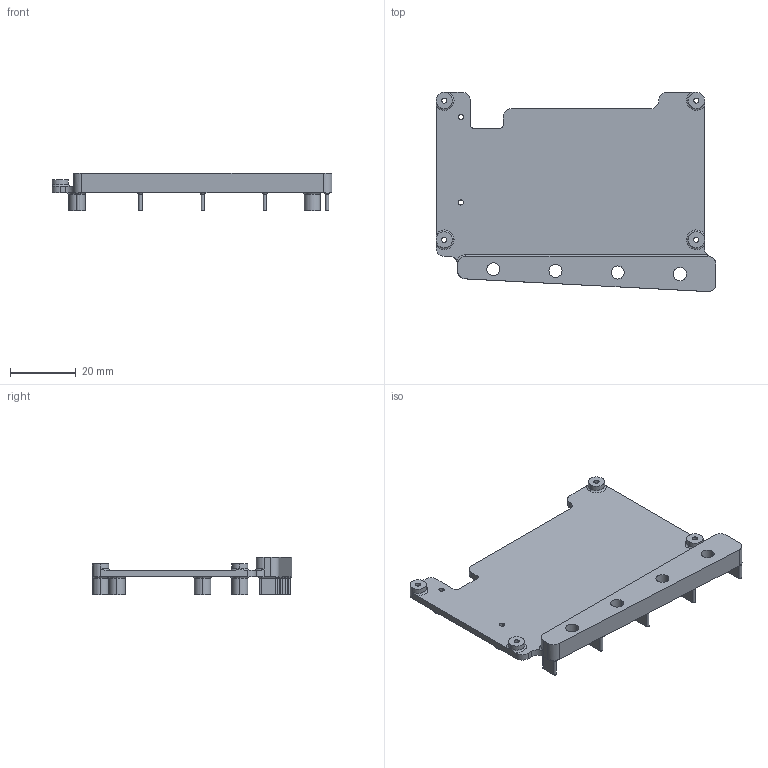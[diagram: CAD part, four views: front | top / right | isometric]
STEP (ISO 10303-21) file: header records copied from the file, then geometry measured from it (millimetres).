
FILE_DESCRIPTION(('CATIA V5 STEP Exchange'),'2;1');
FILE_NAME('Displayhalterung20111113_1.stp','2011-11-13T21:30:30+00:00',('none'),('none'),'CATIA Version 5 Release 21 SP 1 (IN-10)','CATIA V5 STEP AP203','none');
FILE_SCHEMA(('CONFIG_CONTROL_DESIGN'));
Length unit declared in the file: millimetre
Products named in the file (1): Displayhalterung2
Bounding box: 85.5 x 60.82 x 11.5 mm (x, y, z)
Volume: 12096.9 mm3; surface area: 11417.1 mm2
Topology: 1 solids, 1 shells, 140 faces, 377 edges, 240 vertices
Faces by surface type: cylinder 74, plane 40, torus 26
Entity records: 4282 total; most frequent: CARTESIAN_POINT 901, ORIENTED_EDGE 754, DIRECTION 561, EDGE_CURVE 377, AXIS2_PLACEMENT_3D 296, VERTEX_POINT 240, CIRCLE 191, VECTOR 162
